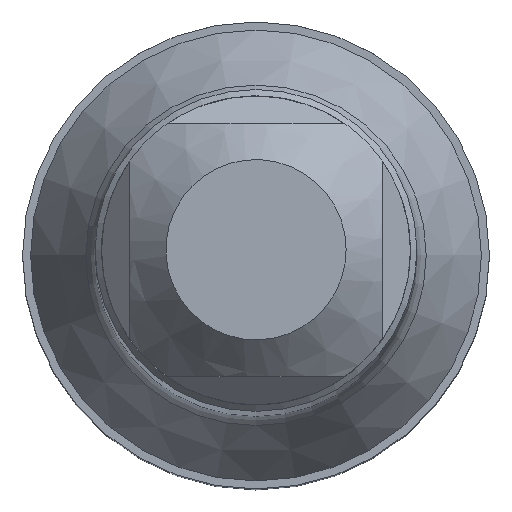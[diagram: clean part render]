
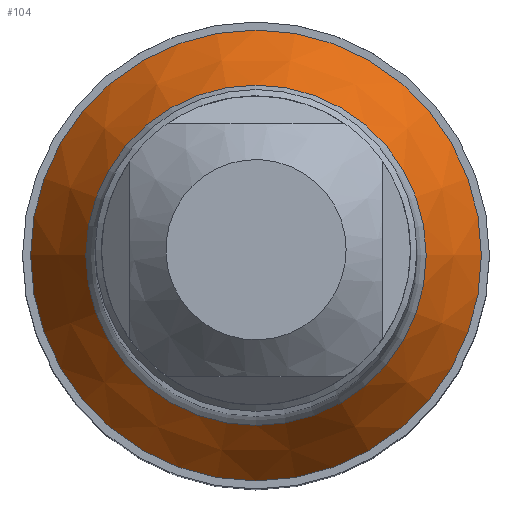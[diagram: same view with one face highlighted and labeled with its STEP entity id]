
A CAD part, top view. The second image highlights one B-rep face of the part: STEP entity #104.
In plain terms, the highlighted conical face has half-angle 30 degrees and reference radius 3.5 mm.
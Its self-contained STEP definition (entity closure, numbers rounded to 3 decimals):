
#96=CONICAL_SURFACE('',#396,3.5,30.);
#104=ADVANCED_FACE('',(#134,#135),#96,.T.);
#134=FACE_BOUND('',#156,.T.);
#135=FACE_BOUND('',#157,.T.);
#156=EDGE_LOOP('',(#210));
#157=EDGE_LOOP('',(#211));
#210=ORIENTED_EDGE('',*,*,#304,.T.);
#211=ORIENTED_EDGE('',*,*,#305,.F.);
#272=VERTEX_POINT('',#615);
#273=VERTEX_POINT('',#617);
#304=EDGE_CURVE('',#272,#272,#323,.T.);
#305=EDGE_CURVE('',#273,#273,#324,.T.);
#323=CIRCLE('',#394,3.701);
#324=CIRCLE('',#395,4.902);
#394=AXIS2_PLACEMENT_3D('',#614,#469,#470);
#395=AXIS2_PLACEMENT_3D('',#616,#471,#472);
#396=AXIS2_PLACEMENT_3D('',#618,#473,#474);
#469=DIRECTION('',(0.,0.,-1.));
#470=DIRECTION('',(-1.,0.,0.));
#471=DIRECTION('',(0.,0.,-1.));
#472=DIRECTION('',(-1.,0.,0.));
#473=DIRECTION('',(0.,0.,-1.));
#474=DIRECTION('',(-1.,0.,0.));
#614=CARTESIAN_POINT('',(0.,0.,-69.617));
#615=CARTESIAN_POINT('',(-3.701,0.,-69.617));
#616=CARTESIAN_POINT('',(0.,0.,-71.697));
#617=CARTESIAN_POINT('',(-4.902,0.,-71.697));
#618=CARTESIAN_POINT('',(0.,0.,-69.269));
